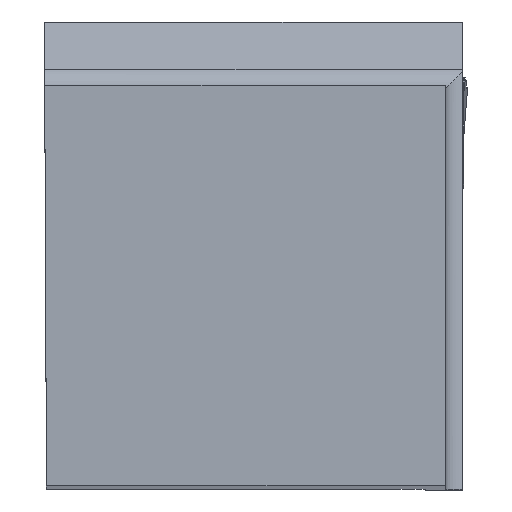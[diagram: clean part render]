
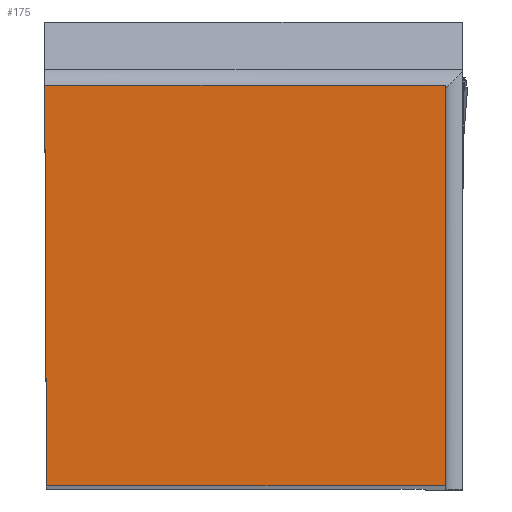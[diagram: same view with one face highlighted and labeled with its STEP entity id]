
A CAD part, top view. The second image highlights one B-rep face of the part: STEP entity #175.
In plain terms, the highlighted planar face has unit normal (0, 0, 1).
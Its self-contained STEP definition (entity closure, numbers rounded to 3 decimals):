
#175=ADVANCED_FACE('CU_BACK_SU1',(#294),#252,.F.);
#252=PLANE('',#1645);
#294=FACE_OUTER_BOUND('',#371,.T.);
#371=EDGE_LOOP('',(#517,#518,#519,#520));
#517=ORIENTED_EDGE('',*,*,#1081,.T.);
#518=ORIENTED_EDGE('',*,*,#1088,.T.);
#519=ORIENTED_EDGE('',*,*,#1089,.T.);
#520=ORIENTED_EDGE('',*,*,#1084,.F.);
#936=VERTEX_POINT('',#2246);
#937=VERTEX_POINT('',#2248);
#938=VERTEX_POINT('',#2253);
#941=VERTEX_POINT('',#2261);
#1081=EDGE_CURVE('',#937,#936,#1294,.T.);
#1084=EDGE_CURVE('',#937,#938,#1297,.T.);
#1088=EDGE_CURVE('',#936,#941,#1300,.T.);
#1089=EDGE_CURVE('',#941,#938,#1301,.T.);
#1294=LINE('',#2247,#1432);
#1297=LINE('',#2252,#1435);
#1300=LINE('',#2260,#1438);
#1301=LINE('',#2262,#1439);
#1432=VECTOR('',#1808,1.);
#1435=VECTOR('',#1813,1.);
#1438=VECTOR('',#1820,1.);
#1439=VECTOR('',#1821,1.);
#1645=AXIS2_PLACEMENT_3D('',#2263,#1822,#1823);
#1808=DIRECTION('',(1.,0.,0.));
#1813=DIRECTION('',(-0.004,1.,0.));
#1820=DIRECTION('',(0.,1.,0.));
#1821=DIRECTION('',(-1.,0.,0.));
#1822=DIRECTION('',(0.,0.,-1.));
#1823=DIRECTION('',(-1.,0.,0.));
#2246=CARTESIAN_POINT('',(25.273,0.,0.));
#2247=CARTESIAN_POINT('',(50.073,0.,0.));
#2248=CARTESIAN_POINT('',(0.11,0.,0.));
#2252=CARTESIAN_POINT('',(-0.086,45.054,0.));
#2253=CARTESIAN_POINT('',(0.,25.273,0.));
#2260=CARTESIAN_POINT('',(25.273,45.273,0.));
#2261=CARTESIAN_POINT('',(25.273,25.273,0.));
#2262=CARTESIAN_POINT('',(50.073,25.273,0.));
#2263=CARTESIAN_POINT('',(50.073,45.273,0.));
